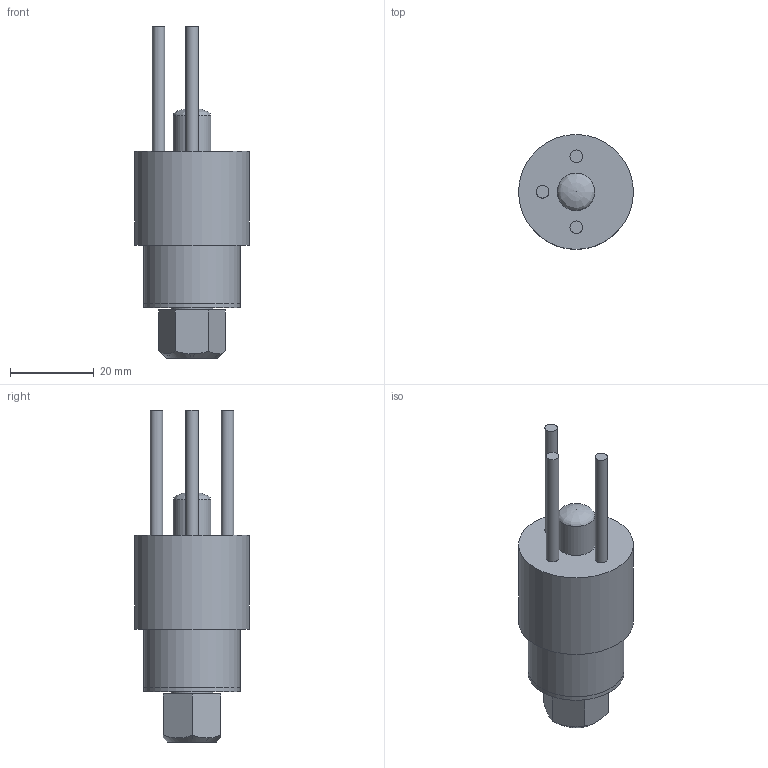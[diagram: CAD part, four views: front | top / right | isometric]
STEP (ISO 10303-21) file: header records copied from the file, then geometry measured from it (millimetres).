
FILE_DESCRIPTION(('TFLEX Exchange Step'),'2;1');
FILE_NAME('061F9243R.stp', '2024-04-18T12:06:05+03:00',('RUCO2978'),('Unknown organisation'),'TFLEX Exchange 2022.1','T-FLEX CAD','Unknown authorisation');
FILE_SCHEMA( ('AP242_MANAGED_MODEL_BASED_3D_ENGINEERING_MIM_LF {1 0 10303 442 1 1 4 }') );
Length unit declared in the file: millimetre
Products named in the file (2): гайка; ACB 061F9522R
Assembly tree (1 placements, depth 2):
  ACB 061F9522R
    гайка
Bounding box: 27.5 x 27.5 x 79.5 mm (x, y, z)
Volume: 1700.9 mm3; surface area: 6700 mm2
Topology: 6 solids, 7 shells, 53 faces, 123 edges, 86 vertices
Faces by surface type: plane 28, cylinder 20, cone 4, bspline 1
Full cylindrical faces by diameter (mm): 2 x1, 3 x3, 8 x1, 9 x1, 10 x2, 21 x1, 23 x2, 27.5 x1
Entity records: 1803 total; most frequent: CARTESIAN_POINT 328, DIRECTION 300, ORIENTED_EDGE 244, AXIS2_PLACEMENT_3D 123, EDGE_CURVE 122, VERTEX_POINT 86, EDGE_LOOP 60, FACE_BOUND 60
